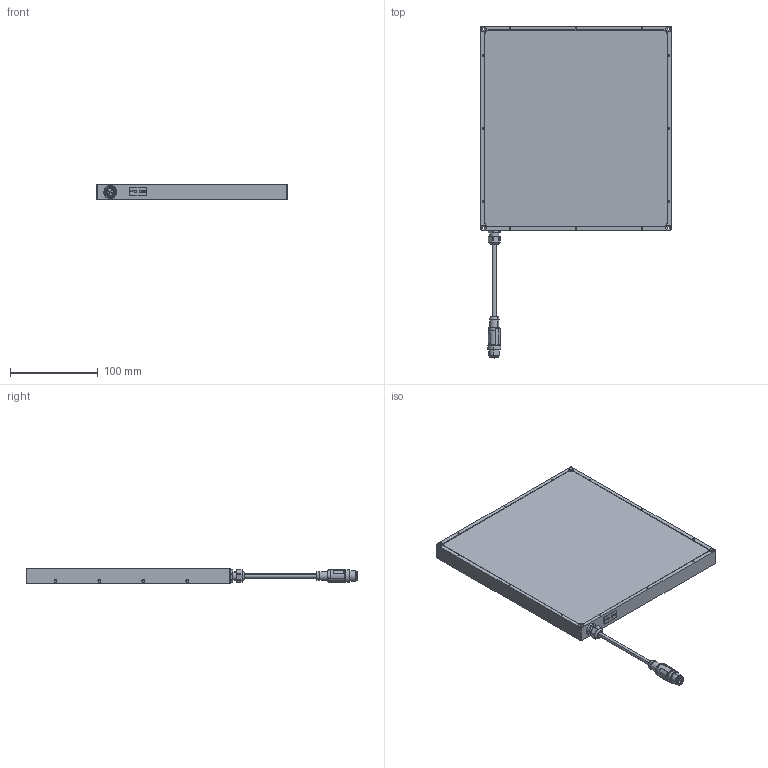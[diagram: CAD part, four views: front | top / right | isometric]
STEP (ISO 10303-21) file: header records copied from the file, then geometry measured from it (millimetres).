
FILE_DESCRIPTION((''),'2;1');
FILE_NAME('CAD-8564_SW0001','2022-10-25T07:54:32',('creinig-se'),(''),'CREO PARAMETRIC BY PTC INC, 2019292','CREO PARAMETRIC BY PTC INC, 2019292','');
FILE_SCHEMA(('CONFIG_CONTROL_DESIGN','SHAPE_APPEARANCE_LAYERS_GROUPS'));
Length unit declared in the file: millimetre
Products named in the file (1): CAD-8564_SW0001
Bounding box: 217 x 377.61 x 18 mm (x, y, z)
Volume: 888237.8 mm3; surface area: 230638.8 mm2
Topology: 2 solids, 2 shells, 400 faces, 1040 edges, 647 vertices
Faces by surface type: cylinder 211, plane 113, cone 76
Entity records: 15676 total; most frequent: CARTESIAN_POINT 2465, DIRECTION 2108, ORIENTED_EDGE 1984, EDGE_CURVE 992, AXIS2_PLACEMENT_3D 796, VERTEX_POINT 645, VECTOR 516, LINE 516
